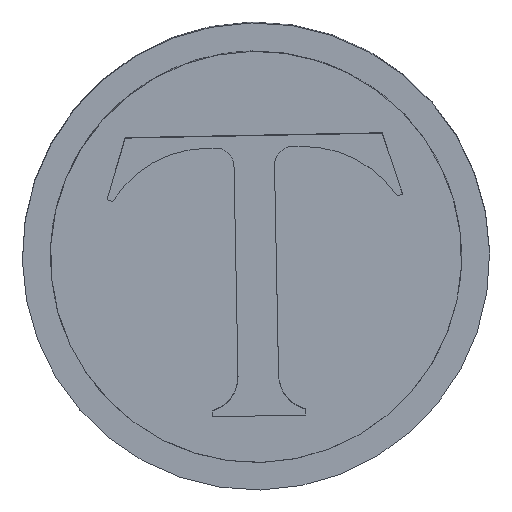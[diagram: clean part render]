
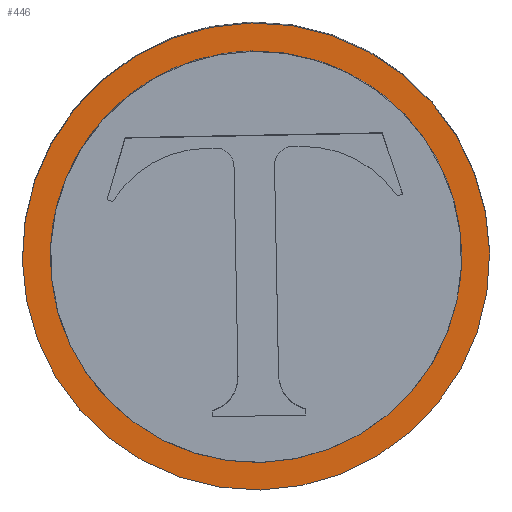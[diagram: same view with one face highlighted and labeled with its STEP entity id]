
A CAD part, top view. The second image highlights one B-rep face of the part: STEP entity #446.
In plain terms, the highlighted face is planar.
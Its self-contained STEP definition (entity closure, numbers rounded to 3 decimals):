
#25=B_SPLINE_CURVE_WITH_KNOTS('',3,(#771,#772,#773,#774,#775,#776,#777,
#778,#779,#780,#781,#782,#783,#784,#785,#786,#787,#788,#789),
 .UNSPECIFIED.,.F.,.F.,(4,1,1,1,1,1,1,1,1,1,1,1,1,1,1,1,4),(0.,0.062,
0.125,0.187,0.25,0.312,
0.375,0.437,0.5,0.562,
0.625,0.687,0.75,0.812,
0.875,0.937,1.),.UNSPECIFIED.);
#26=B_SPLINE_CURVE_WITH_KNOTS('',3,(#792,#793,#794,#795),.UNSPECIFIED.,
 .F.,.F.,(4,4),(0.001,1.),.UNSPECIFIED.);
#42=PLANE('',#499);
#50=CIRCLE('',#498,12.5);
#250=ORIENTED_EDGE('',*,*,#311,.F.);
#251=ORIENTED_EDGE('',*,*,#309,.F.);
#252=ORIENTED_EDGE('',*,*,#308,.T.);
#308=EDGE_CURVE('',#349,#350,#25,.T.);
#309=EDGE_CURVE('',#349,#350,#26,.T.);
#311=EDGE_CURVE('',#352,#352,#50,.T.);
#349=VERTEX_POINT('',#790);
#350=VERTEX_POINT('',#791);
#352=VERTEX_POINT('',#801);
#385=EDGE_LOOP('',(#250));
#386=EDGE_LOOP('',(#251,#252));
#413=FACE_BOUND('',#385,.T.);
#414=FACE_BOUND('',#386,.T.);
#446=ADVANCED_FACE('',(#413,#414),#42,.F.);
#498=AXIS2_PLACEMENT_3D('',#800,#617,#618);
#499=AXIS2_PLACEMENT_3D('',#802,#619,#620);
#617=DIRECTION('',(0.,0.,-1.));
#618=DIRECTION('',(1.,0.,0.));
#619=DIRECTION('',(0.,0.,-1.));
#620=DIRECTION('',(-1.,0.,0.));
#771=CARTESIAN_POINT('',(10.985,-0.572,2.));
#772=CARTESIAN_POINT('',(10.911,-2.004,2.));
#773=CARTESIAN_POINT('',(10.212,-4.777,2.));
#774=CARTESIAN_POINT('',(7.657,-8.281,2.));
#775=CARTESIAN_POINT('',(3.975,-10.553,2.));
#776=CARTESIAN_POINT('',(-0.293,-11.273,2.));
#777=CARTESIAN_POINT('',(-4.518,-10.332,2.));
#778=CARTESIAN_POINT('',(-8.077,-7.87,2.));
#779=CARTESIAN_POINT('',(-10.446,-4.248,2.));
#780=CARTESIAN_POINT('',(-11.277,-0.001,2.));
#781=CARTESIAN_POINT('',(-10.447,4.247,2.));
#782=CARTESIAN_POINT('',(-8.078,7.869,2.));
#783=CARTESIAN_POINT('',(-4.519,10.332,2.));
#784=CARTESIAN_POINT('',(-0.294,11.273,2.));
#785=CARTESIAN_POINT('',(3.974,10.553,2.));
#786=CARTESIAN_POINT('',(7.656,8.282,2.));
#787=CARTESIAN_POINT('',(10.211,4.778,2.));
#788=CARTESIAN_POINT('',(10.91,2.005,2.));
#789=CARTESIAN_POINT('',(10.985,0.573,2.));
#790=CARTESIAN_POINT('',(10.985,-0.571,2.));
#791=CARTESIAN_POINT('',(10.985,0.573,2.));
#792=CARTESIAN_POINT('',(10.985,-0.571,2.));
#793=CARTESIAN_POINT('',(11.005,-0.19,2.));
#794=CARTESIAN_POINT('',(11.005,0.191,2.));
#795=CARTESIAN_POINT('',(10.985,0.572,2.));
#800=CARTESIAN_POINT('',(0.,0.,2.));
#801=CARTESIAN_POINT('',(12.5,0.,2.));
#802=CARTESIAN_POINT('',(0.,0.,2.));
